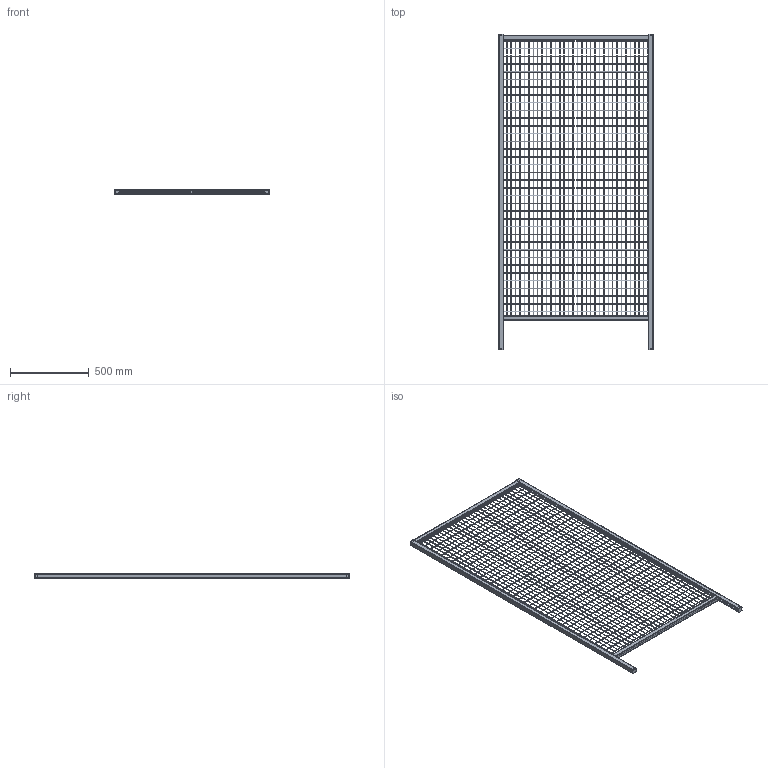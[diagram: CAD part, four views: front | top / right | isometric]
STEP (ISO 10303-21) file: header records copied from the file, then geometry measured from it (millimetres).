
FILE_DESCRIPTION (( 'STEP AP214' ), '1' );
FILE_NAME ('0010833.step', '2022-08-09T11:36:12', ( '' ), ( '' ), 'SwSTEP 2.0', 'SolidWorks 2020', '' );
FILE_SCHEMA (( 'AUTOMOTIVE_DESIGN' ));
Length unit declared in the file: millimetre
Products named in the file (1): 0010833
Bounding box: 980 x 2000 x 30 mm (x, y, z)
Volume: 1962025.6 mm3; surface area: 2160281.7 mm2
Topology: 80 solids, 80 shells, 552 faces, 1088 edges, 704 vertices
Faces by surface type: plane 264, cylinder 256, bspline 16, torus 16
Entity records: 21301 total; most frequent: DIRECTION 2674, CARTESIAN_POINT 2633, ORIENTED_EDGE 2176, EDGE_CURVE 1088, AXIS2_PLACEMENT_3D 1065, VERTEX_POINT 704, UNCERTAINTY_MEASURE_WITH_UNIT 634, PRESENTATION_STYLE_ASSIGNMENT 633
